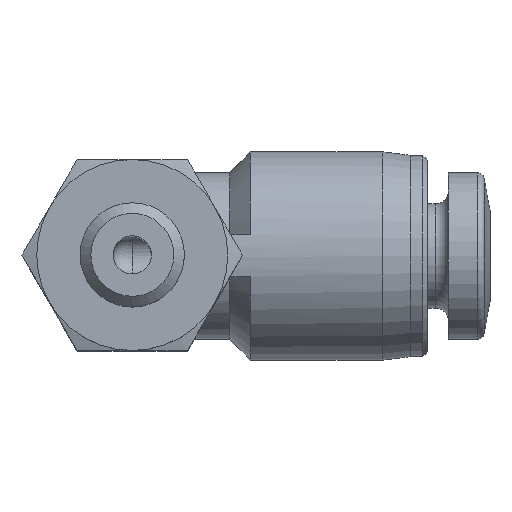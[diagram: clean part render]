
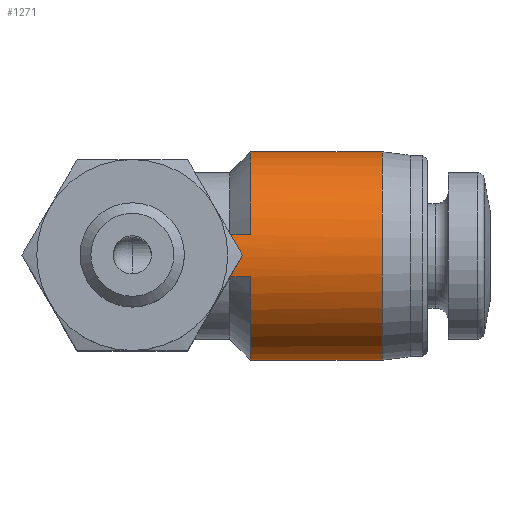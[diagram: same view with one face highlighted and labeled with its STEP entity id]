
A CAD part, top view. The second image highlights one B-rep face of the part: STEP entity #1271.
In plain terms, the highlighted cylindrical face has radius 3 mm (diameter 6 mm), a full revolution.
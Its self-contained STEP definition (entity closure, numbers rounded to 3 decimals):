
#49=B_SPLINE_CURVE_WITH_KNOTS('',3,(#1784,#1785,#1786,#1787),
 .UNSPECIFIED.,.F.,.F.,(4,4),(0.,0.001),
 .UNSPECIFIED.);
#77=LINE('',#1715,#104);
#79=LINE('',#1724,#106);
#96=LINE('',#1969,#123);
#97=LINE('',#1970,#124);
#104=VECTOR('',#1438,1000.);
#106=VECTOR('',#1446,1000.);
#123=VECTOR('',#1607,1000.);
#124=VECTOR('',#1608,1000.);
#149=ELLIPSE('',#1379,4.243,3.);
#150=ELLIPSE('',#1380,4.243,3.);
#309=ORIENTED_EDGE('',*,*,#473,.F.);
#310=ORIENTED_EDGE('',*,*,#474,.T.);
#311=ORIENTED_EDGE('',*,*,#475,.T.);
#312=ORIENTED_EDGE('',*,*,#476,.T.);
#313=ORIENTED_EDGE('',*,*,#407,.T.);
#314=ORIENTED_EDGE('',*,*,#393,.F.);
#315=ORIENTED_EDGE('',*,*,#427,.T.);
#316=ORIENTED_EDGE('',*,*,#477,.T.);
#317=ORIENTED_EDGE('',*,*,#423,.T.);
#318=ORIENTED_EDGE('',*,*,#478,.F.);
#319=ORIENTED_EDGE('',*,*,#428,.T.);
#320=ORIENTED_EDGE('',*,*,#397,.T.);
#393=EDGE_CURVE('',#508,#500,#77,.T.);
#397=EDGE_CURVE('',#513,#512,#79,.T.);
#407=EDGE_CURVE('',#520,#500,#587,.T.);
#423=EDGE_CURVE('',#531,#530,#49,.T.);
#427=EDGE_CURVE('',#508,#533,#599,.T.);
#428=EDGE_CURVE('',#534,#513,#600,.T.);
#473=EDGE_CURVE('',#562,#562,#616,.T.);
#474=EDGE_CURVE('',#512,#563,#617,.T.);
#475=EDGE_CURVE('',#563,#564,#149,.T.);
#476=EDGE_CURVE('',#564,#520,#150,.T.);
#477=EDGE_CURVE('',#533,#531,#96,.T.);
#478=EDGE_CURVE('',#534,#530,#97,.T.);
#500=VERTEX_POINT('',#1692);
#508=VERTEX_POINT('',#1714);
#512=VERTEX_POINT('',#1723);
#513=VERTEX_POINT('',#1725);
#520=VERTEX_POINT('',#1752);
#530=VERTEX_POINT('',#1783);
#531=VERTEX_POINT('',#1788);
#533=VERTEX_POINT('',#1797);
#534=VERTEX_POINT('',#1801);
#562=VERTEX_POINT('',#1963);
#563=VERTEX_POINT('',#1965);
#564=VERTEX_POINT('',#1967);
#587=CIRCLE('',#1313,3.);
#599=CIRCLE('',#1333,3.);
#600=CIRCLE('',#1335,3.);
#616=CIRCLE('',#1377,3.);
#617=CIRCLE('',#1378,3.);
#680=EDGE_LOOP('',(#309));
#681=EDGE_LOOP('',(#310,#311,#312,#313,#314,#315,#316,#317,#318,#319,#320));
#765=FACE_BOUND('',#680,.T.);
#766=FACE_BOUND('',#681,.T.);
#811=CYLINDRICAL_SURFACE('',#1376,3.);
#1271=ADVANCED_FACE('',(#765,#766),#811,.T.);
#1313=AXIS2_PLACEMENT_3D('',#1753,#1459,#1460);
#1333=AXIS2_PLACEMENT_3D('',#1798,#1503,#1504);
#1335=AXIS2_PLACEMENT_3D('',#1800,#1507,#1508);
#1376=AXIS2_PLACEMENT_3D('',#1961,#1597,#1598);
#1377=AXIS2_PLACEMENT_3D('',#1962,#1599,#1600);
#1378=AXIS2_PLACEMENT_3D('',#1964,#1601,#1602);
#1379=AXIS2_PLACEMENT_3D('',#1966,#1603,#1604);
#1380=AXIS2_PLACEMENT_3D('',#1968,#1605,#1606);
#1438=DIRECTION('',(-1.,0.,0.));
#1446=DIRECTION('',(-1.,0.,0.));
#1459=DIRECTION('',(1.,0.,0.));
#1460=DIRECTION('',(0.,0.,-1.));
#1503=DIRECTION('',(1.,0.,0.));
#1504=DIRECTION('',(0.,0.,-1.));
#1507=DIRECTION('',(1.,0.,0.));
#1508=DIRECTION('',(0.,0.,-1.));
#1597=DIRECTION('',(1.,0.,0.));
#1598=DIRECTION('',(0.,0.,-1.));
#1599=DIRECTION('',(1.,0.,0.));
#1600=DIRECTION('',(0.,0.,-1.));
#1601=DIRECTION('',(1.,0.,0.));
#1602=DIRECTION('',(0.,0.,-1.));
#1603=DIRECTION('',(0.707,-0.707,0.));
#1604=DIRECTION('',(0.707,0.707,0.));
#1605=DIRECTION('',(0.707,0.707,0.));
#1606=DIRECTION('',(0.707,-0.707,0.));
#1607=DIRECTION('',(-1.,0.,0.));
#1608=DIRECTION('',(-1.,0.,0.));
#1692=CARTESIAN_POINT('',(0.,0.6,-2.939));
#1714=CARTESIAN_POINT('',(3.4,0.6,-2.939));
#1715=CARTESIAN_POINT('',(3.4,0.6,-2.939));
#1723=CARTESIAN_POINT('',(0.,-0.6,-2.939));
#1724=CARTESIAN_POINT('',(3.4,-0.6,-2.939));
#1725=CARTESIAN_POINT('',(3.4,-0.6,-2.939));
#1752=CARTESIAN_POINT('',(0.,0.312,-2.984));
#1753=CARTESIAN_POINT('',(0.,0.,0.));
#1783=CARTESIAN_POINT('',(2.632,-0.6,2.939));
#1784=CARTESIAN_POINT('',(2.632,0.6,2.939));
#1785=CARTESIAN_POINT('',(2.722,0.209,3.019));
#1786=CARTESIAN_POINT('',(2.722,-0.209,3.019));
#1787=CARTESIAN_POINT('',(2.632,-0.6,2.939));
#1788=CARTESIAN_POINT('',(2.632,0.6,2.939));
#1797=CARTESIAN_POINT('',(3.4,0.6,2.939));
#1798=CARTESIAN_POINT('',(3.4,0.,0.));
#1800=CARTESIAN_POINT('',(3.4,0.,0.));
#1801=CARTESIAN_POINT('',(3.4,-0.6,2.939));
#1961=CARTESIAN_POINT('',(10.3,0.,0.));
#1962=CARTESIAN_POINT('',(7.2,0.,0.));
#1963=CARTESIAN_POINT('',(7.2,0.,-3.));
#1964=CARTESIAN_POINT('',(0.,0.,0.));
#1965=CARTESIAN_POINT('',(0.,-0.312,-2.984));
#1966=CARTESIAN_POINT('',(0.312,0.,0.));
#1967=CARTESIAN_POINT('',(0.312,0.,-3.));
#1968=CARTESIAN_POINT('',(0.312,0.,0.));
#1969=CARTESIAN_POINT('',(3.4,0.6,2.939));
#1970=CARTESIAN_POINT('',(3.4,-0.6,2.939));
